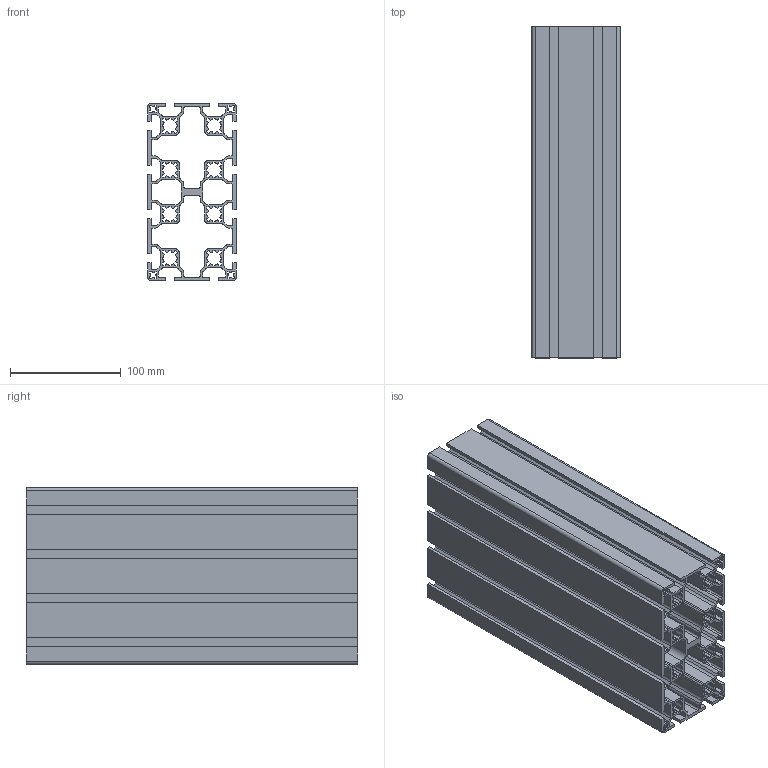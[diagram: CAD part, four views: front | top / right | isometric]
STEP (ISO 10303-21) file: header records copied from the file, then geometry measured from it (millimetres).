
FILE_DESCRIPTION (( 'STEP AP214' ), '1' );
FILE_NAME ('1727977343434.step', '2024-10-03T17:42:28', ( 'Windows User' ), ( '' ), 'SwSTEP 2.0', 'SolidWorks 2011', '' );
FILE_SCHEMA (( 'AUTOMOTIVE_DESIGN' ));
Length unit declared in the file: millimetre
Products named in the file (2): 1727977343434; 1.11.080160.124LPx300.00(1)
Assembly tree (1 placements, depth 2):
  1727977343434
    1.11.080160.124LPx300.00(1)
Bounding box: 80 x 300 x 160 mm (x, y, z)
Volume: 850784.2 mm3; surface area: 721431.4 mm2
Topology: 1 solids, 1 shells, 819 faces, 2451 edges, 1634 vertices
Faces by surface type: plane 542, cylinder 277
Entity records: 27669 total; most frequent: CARTESIAN_POINT 4908, ORIENTED_EDGE 4902, DIRECTION 4651, EDGE_CURVE 2451, LINE 1897, VECTOR 1897, VERTEX_POINT 1634, AXIS2_PLACEMENT_3D 1377
